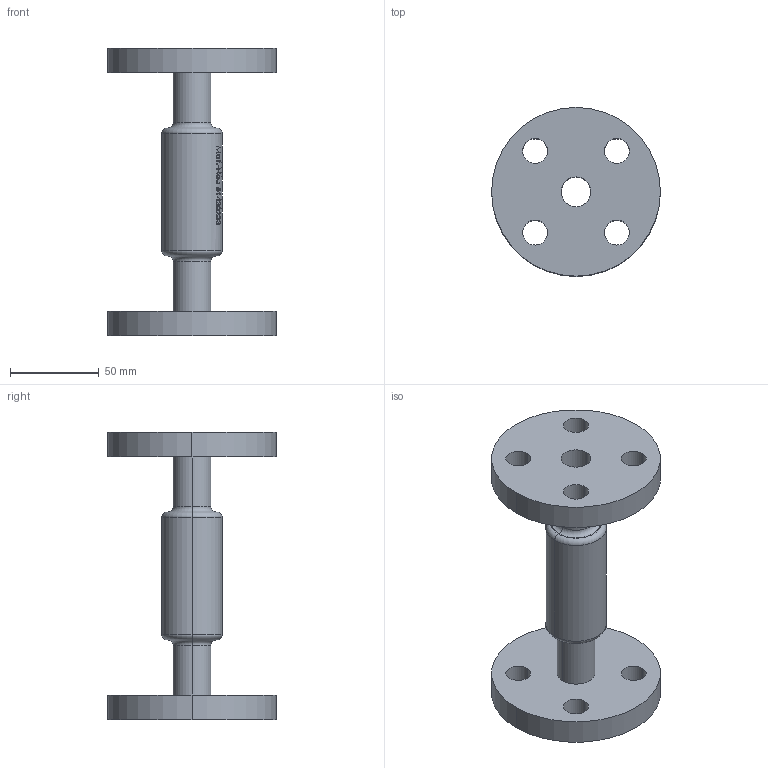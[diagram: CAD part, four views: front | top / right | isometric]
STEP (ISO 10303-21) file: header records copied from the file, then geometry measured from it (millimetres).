
FILE_DESCRIPTION (( 'STEP AP214' ), '1' );
FILE_NAME ('7120000_DN015_PN10_51420223.STEP', '2022-02-03T07:19:05', ( 'axxx' ), ( 'Hewlett-Packard Company' ), 'SwSTEP 2.0', 'SolidWorks 2019', '' );
FILE_SCHEMA (( 'AUTOMOTIVE_DESIGN' ));
Length unit declared in the file: millimetre
Products named in the file (1): 7120000_DN015_PN10_51420223
Bounding box: 95 x 95 x 162 mm (x, y, z)
Volume: 232662.8 mm3; surface area: 60965 mm2
Topology: 1 solids, 1 shells, 533 faces, 1441 edges, 958 vertices
Faces by surface type: plane 249, bspline 219, cylinder 57, torus 8
Entity records: 29247 total; most frequent: CARTESIAN_POINT 17335, ORIENTED_EDGE 2882, DIRECTION 1702, EDGE_CURVE 1441, VERTEX_POINT 958, LINE 770, VECTOR 770, EDGE_LOOP 599
